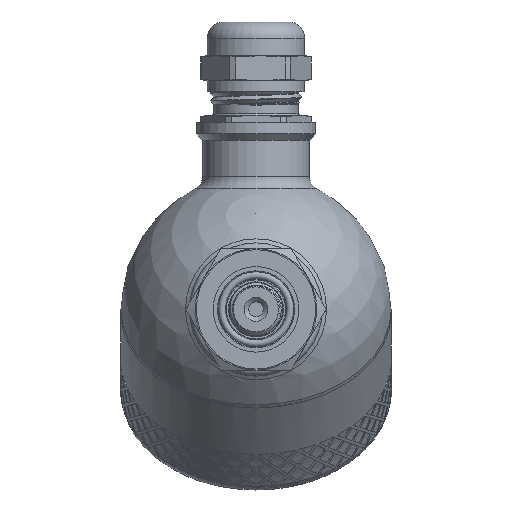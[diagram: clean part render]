
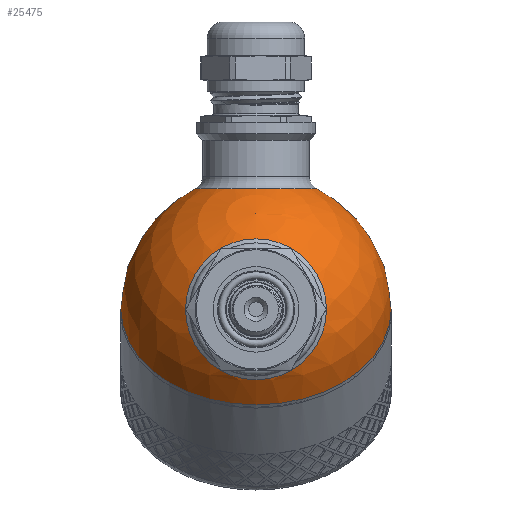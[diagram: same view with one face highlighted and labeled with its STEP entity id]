
A CAD part, left-side view. The second image highlights one B-rep face of the part: STEP entity #25475.
In plain terms, the highlighted spherical face has radius 30 mm.
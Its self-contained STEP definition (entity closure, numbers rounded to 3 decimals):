
#136=SPHERICAL_SURFACE('',#27085,30.);
#1139=FACE_BOUND('',#3809,.T.);
#1140=FACE_BOUND('',#3810,.T.);
#2140=FACE_OUTER_BOUND('',#3808,.T.);
#3808=EDGE_LOOP('',(#18530,#18531,#18532,#18533));
#3809=EDGE_LOOP('',(#18534));
#3810=EDGE_LOOP('',(#18535));
#5334=CIRCLE('',#27008,30.);
#5335=CIRCLE('',#27009,30.);
#5362=CIRCLE('',#27081,13.5);
#5365=CIRCLE('',#27086,30.);
#5366=CIRCLE('',#27087,15.643);
#9906=VERTEX_POINT('',#34087);
#9907=VERTEX_POINT('',#34089);
#10434=VERTEX_POINT('',#40853);
#10436=VERTEX_POINT('',#40860);
#10437=VERTEX_POINT('',#40862);
#12658=EDGE_CURVE('',#9906,#9907,#5334,.T.);
#12659=EDGE_CURVE('',#9907,#9906,#5335,.T.);
#13452=EDGE_CURVE('',#10434,#10434,#5362,.T.);
#13455=EDGE_CURVE('',#9907,#10436,#5365,.T.);
#13456=EDGE_CURVE('',#10437,#10437,#5366,.T.);
#18530=ORIENTED_EDGE('',*,*,#12659,.F.);
#18531=ORIENTED_EDGE('',*,*,#13455,.T.);
#18532=ORIENTED_EDGE('',*,*,#13455,.F.);
#18533=ORIENTED_EDGE('',*,*,#12658,.F.);
#18534=ORIENTED_EDGE('',*,*,#13456,.F.);
#18535=ORIENTED_EDGE('',*,*,#13452,.F.);
#25475=ADVANCED_FACE('',(#2140,#1139,#1140),#136,.T.);
#27008=AXIS2_PLACEMENT_3D('',#34090,#28469,#28470);
#27009=AXIS2_PLACEMENT_3D('',#34091,#28471,#28472);
#27081=AXIS2_PLACEMENT_3D('',#40854,#28893,#28894);
#27085=AXIS2_PLACEMENT_3D('',#40859,#28901,#28902);
#27086=AXIS2_PLACEMENT_3D('',#40861,#28903,#28904);
#27087=AXIS2_PLACEMENT_3D('',#40863,#28905,#28906);
#28469=DIRECTION('center_axis',(1.,0.,0.));
#28470=DIRECTION('ref_axis',(0.,1.,0.));
#28471=DIRECTION('center_axis',(1.,0.,0.));
#28472=DIRECTION('ref_axis',(0.,1.,0.));
#28893=DIRECTION('center_axis',(-0.707,0.,-0.707));
#28894=DIRECTION('ref_axis',(-0.707,0.,0.707));
#28901=DIRECTION('center_axis',(1.,0.,0.));
#28902=DIRECTION('ref_axis',(0.,-1.,0.));
#28903=DIRECTION('center_axis',(0.,0.,1.));
#28904=DIRECTION('ref_axis',(0.,1.,0.));
#28905=DIRECTION('center_axis',(-0.707,0.,0.707));
#28906=DIRECTION('ref_axis',(0.707,0.,0.707));
#34087=CARTESIAN_POINT('',(0.,-30.,0.));
#34089=CARTESIAN_POINT('',(0.,30.,0.));
#34090=CARTESIAN_POINT('Origin',(0.,0.,0.));
#34091=CARTESIAN_POINT('Origin',(0.,0.,0.));
#40853=CARTESIAN_POINT('',(-9.398,0.,-28.49));
#40854=CARTESIAN_POINT('Origin',(-18.944,0.,-18.944));
#40859=CARTESIAN_POINT('Origin',(0.,0.,0.));
#40860=CARTESIAN_POINT('',(-30.,0.,0.));
#40861=CARTESIAN_POINT('Origin',(0.,0.,0.));
#40862=CARTESIAN_POINT('',(-29.162,0.,7.04));
#40863=CARTESIAN_POINT('Origin',(-18.101,0.,18.101));
